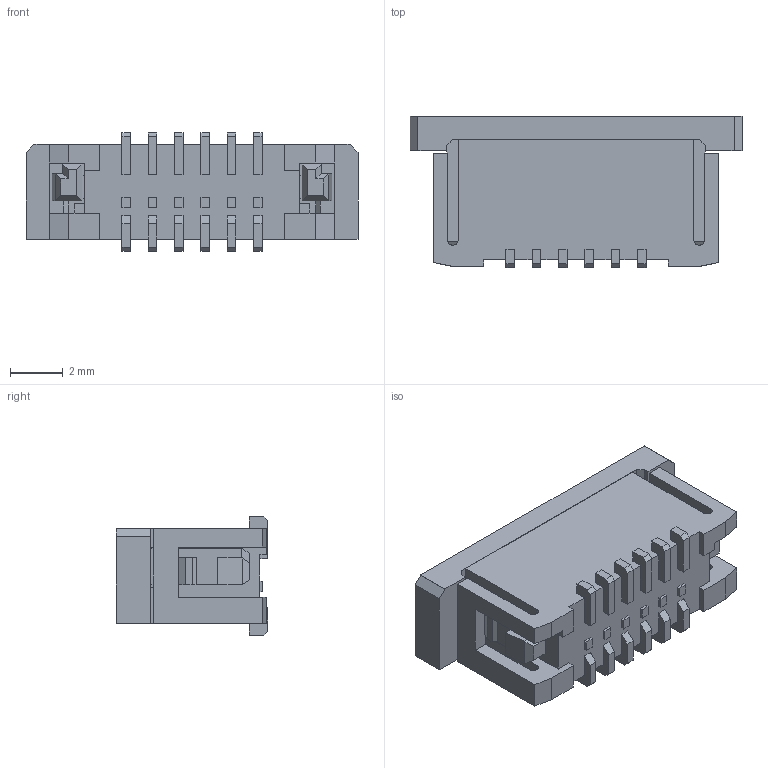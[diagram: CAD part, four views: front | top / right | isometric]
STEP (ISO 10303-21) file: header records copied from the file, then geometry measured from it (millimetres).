
FILE_DESCRIPTION(/* description */ ('STEP AP242','CAx-IF Rec.Pracs.---Representation and Presentation of Product Manufacturing Information (PMI)---4.0---2014-10-13','CAx-IF Rec.Pracs.---3D Tessellated Geometry---0.4---2014-09-14','2;1'),/* implementation_level */ '2;1');
FILE_NAME(/* name */ '65d3fd7ab21ea63a43823cb6',/* time_stamp */ '2024-02-20T01:16:43Z',/* author */ (''),/* organization */ (''),/* preprocessor_version */ 'ST-DEVELOPER v19.4',/* originating_system */ ' ',/* authorisation */ ' ');
FILE_SCHEMA (('AP242_MANAGED_MODEL_BASED_3D_ENGINEERING_MIM_LF { 1 0 10303 442 1 1 4 }'));
Length unit declared in the file: metre
Products named in the file (1): 526100672
Bounding box: 12.6 x 5.75 x 4.5 mm (x, y, z)
Volume: 192.3 mm3; surface area: 476.8 mm2
Topology: 1 solids, 1 shells, 312 faces, 939 edges, 618 vertices
Faces by surface type: plane 295, cylinder 17
Entity records: 11916 total; most frequent: ORIENTED_EDGE 1878, CARTESIAN_POINT 1870, DIRECTION 1599, EDGE_CURVE 939, LINE 905, VECTOR 905, VERTEX_POINT 618, AXIS2_PLACEMENT_3D 347
